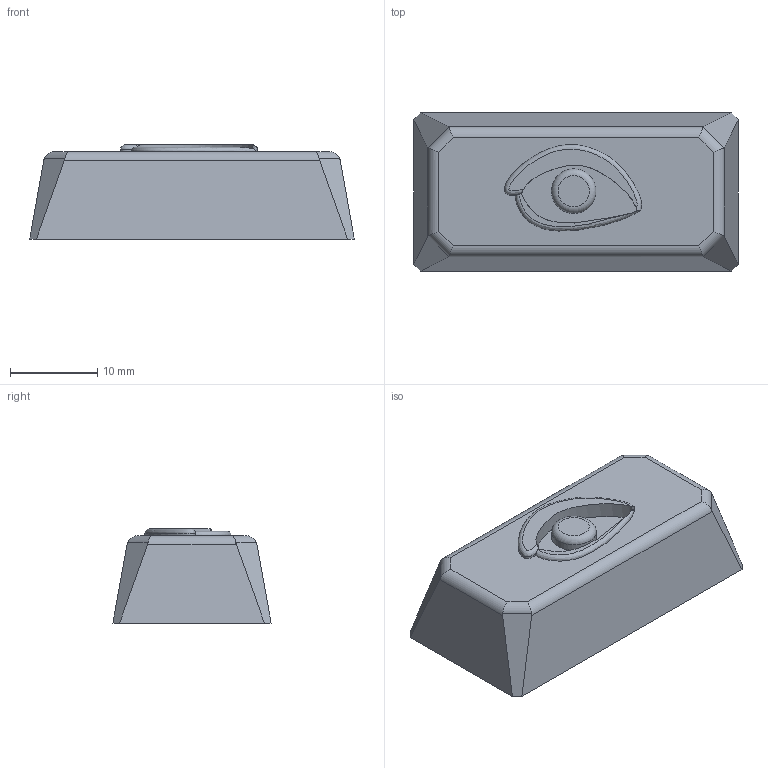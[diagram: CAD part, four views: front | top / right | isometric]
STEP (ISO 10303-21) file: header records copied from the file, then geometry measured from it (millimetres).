
FILE_DESCRIPTION(/* description */ (''),/* implementation_level */ '2;1');
FILE_NAME(/* name */ 'eyecap 2-wide.step',/* time_stamp */ '2025-06-16T11:05:54-04:00',/* author */ (''),/* organization */ (''),/* preprocessor_version */ 'ST-DEVELOPER v20.1',/* originating_system */ 'Autodesk Translation Framework v14.10.0.0',/* authorisation */ '');
FILE_SCHEMA (('AUTOMOTIVE_DESIGN { 1 0 10303 214 3 1 1 }'));
Length unit declared in the file: inch
Products named in the file (1): eyecap 2-wide variant 2
Bounding box: 37.15 x 18.1 x 10.76 mm (x, y, z)
Volume: 2290.2 mm3; surface area: 3282.7 mm2
Topology: 1 solids, 1 shells, 105 faces, 256 edges, 160 vertices
Faces by surface type: plane 83, cylinder 11, bspline 10, torus 1
Full cylindrical faces by diameter (mm): 5.102 x1, 6 x2
Entity records: 4327 total; most frequent: CARTESIAN_POINT 1897, ORIENTED_EDGE 512, DIRECTION 445, EDGE_CURVE 256, LINE 203, VECTOR 203, VERTEX_POINT 160, AXIS2_PLACEMENT_3D 121
